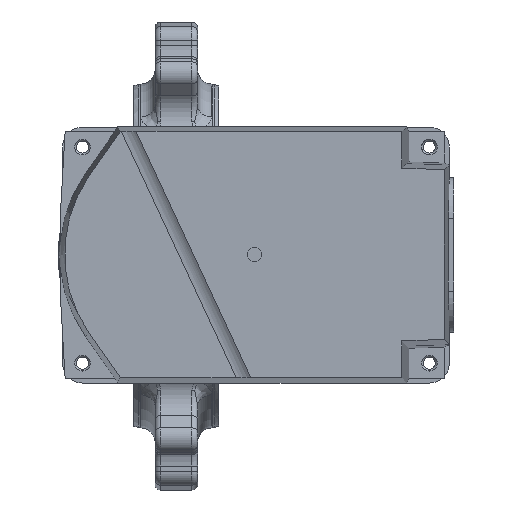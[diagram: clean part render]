
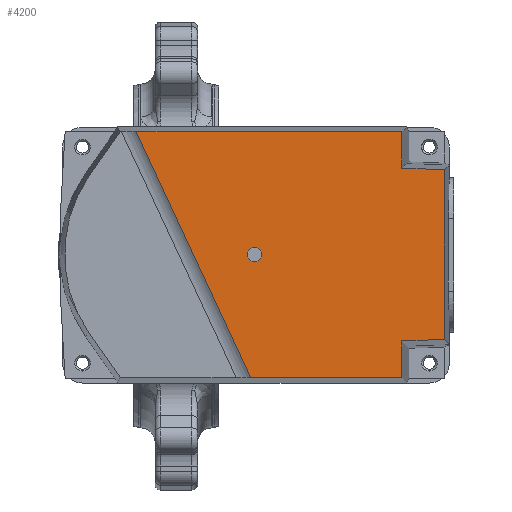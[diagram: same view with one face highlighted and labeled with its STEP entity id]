
A CAD part, top view. The second image highlights one B-rep face of the part: STEP entity #4200.
In plain terms, the highlighted planar face has unit normal (0, 0, 1).
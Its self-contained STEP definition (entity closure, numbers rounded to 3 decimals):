
#3291=FACE_BOUND('',#6337,.T.);
#3292=FACE_BOUND('',#6338,.T.);
#4200=ADVANCED_FACE('',(#3291,#3292),#4601,.T.);
#4601=PLANE('',#19068);
#6337=EDGE_LOOP('',(#12446));
#6338=EDGE_LOOP('',(#12447,#12448,#12449,#12450,#12451,#12452,#12453,#12454));
#7137=LINE('',#36521,#7866);
#7140=LINE('',#36527,#7869);
#7142=LINE('',#36531,#7871);
#7147=LINE('',#36545,#7876);
#7148=LINE('',#36547,#7877);
#7149=LINE('',#36549,#7878);
#7150=LINE('',#36551,#7879);
#7151=LINE('',#36552,#7880);
#7866=VECTOR('',#22640,1.);
#7869=VECTOR('',#22645,1.);
#7871=VECTOR('',#22649,1.);
#7876=VECTOR('',#22662,1.);
#7877=VECTOR('',#22663,1.);
#7878=VECTOR('',#22664,1.);
#7879=VECTOR('',#22665,1.);
#7880=VECTOR('',#22666,1.);
#12446=ORIENTED_EDGE('',*,*,#16798,.T.);
#12447=ORIENTED_EDGE('',*,*,#16799,.T.);
#12448=ORIENTED_EDGE('',*,*,#16800,.T.);
#12449=ORIENTED_EDGE('',*,*,#16801,.T.);
#12450=ORIENTED_EDGE('',*,*,#16802,.F.);
#12451=ORIENTED_EDGE('',*,*,#16792,.F.);
#12452=ORIENTED_EDGE('',*,*,#16790,.F.);
#12453=ORIENTED_EDGE('',*,*,#16803,.F.);
#12454=ORIENTED_EDGE('',*,*,#16787,.T.);
#14401=VERTEX_POINT('',#36520);
#14402=VERTEX_POINT('',#36522);
#14403=VERTEX_POINT('',#36526);
#14404=VERTEX_POINT('',#36528);
#14405=VERTEX_POINT('',#36532);
#14409=VERTEX_POINT('',#36544);
#14410=VERTEX_POINT('',#36546);
#14411=VERTEX_POINT('',#36548);
#14412=VERTEX_POINT('',#36550);
#16787=EDGE_CURVE('',#14402,#14401,#7137,.T.);
#16790=EDGE_CURVE('',#14403,#14404,#7140,.T.);
#16792=EDGE_CURVE('',#14404,#14405,#7142,.T.);
#16798=EDGE_CURVE('',#14409,#14409,#17622,.T.);
#16799=EDGE_CURVE('',#14401,#14410,#7147,.T.);
#16800=EDGE_CURVE('',#14410,#14411,#7148,.T.);
#16801=EDGE_CURVE('',#14411,#14412,#7149,.T.);
#16802=EDGE_CURVE('',#14405,#14412,#7150,.T.);
#16803=EDGE_CURVE('',#14402,#14403,#7151,.T.);
#17622=CIRCLE('',#19067,2.5);
#19067=AXIS2_PLACEMENT_3D('',#36543,#22660,#22661);
#19068=AXIS2_PLACEMENT_3D('',#36553,#22667,#22668);
#22640=DIRECTION('',(0.,1.,0.));
#22645=DIRECTION('',(0.,-1.,0.));
#22649=DIRECTION('',(-1.,0.,0.));
#22660=DIRECTION('',(0.,0.,-1.));
#22661=DIRECTION('',(0.,-1.,0.));
#22662=DIRECTION('',(-0.999,0.035,0.));
#22663=DIRECTION('',(0.,1.,0.));
#22664=DIRECTION('',(-1.,0.,0.));
#22665=DIRECTION('',(-0.423,0.906,0.));
#22666=DIRECTION('',(-0.999,-0.035,0.));
#22667=DIRECTION('',(0.,0.,1.));
#22668=DIRECTION('',(0.,1.,0.));
#36520=CARTESIAN_POINT('',(94.298,29.856,277.));
#36521=CARTESIAN_POINT('',(94.298,-31.5,277.));
#36522=CARTESIAN_POINT('',(94.298,-29.856,277.));
#36526=CARTESIAN_POINT('',(79.298,-30.38,277.));
#36527=CARTESIAN_POINT('',(79.298,-32.024,277.));
#36528=CARTESIAN_POINT('',(79.298,-43.298,277.));
#36531=CARTESIAN_POINT('',(9.,-43.298,277.));
#36532=CARTESIAN_POINT('',(26.169,-43.298,277.));
#36543=CARTESIAN_POINT('',(27.5,0.,277.));
#36544=CARTESIAN_POINT('',(27.5,-2.5,277.));
#36545=CARTESIAN_POINT('',(95.941,29.799,277.));
#36546=CARTESIAN_POINT('',(79.298,30.38,277.));
#36547=CARTESIAN_POINT('',(79.298,0.,277.));
#36548=CARTESIAN_POINT('',(79.298,43.298,277.));
#36549=CARTESIAN_POINT('',(81.,43.298,277.));
#36550=CARTESIAN_POINT('',(-14.212,43.298,277.));
#36551=CARTESIAN_POINT('',(28.714,-48.757,277.));
#36552=CARTESIAN_POINT('',(10.145,-32.795,277.));
#36553=CARTESIAN_POINT('',(9.,0.,277.));
